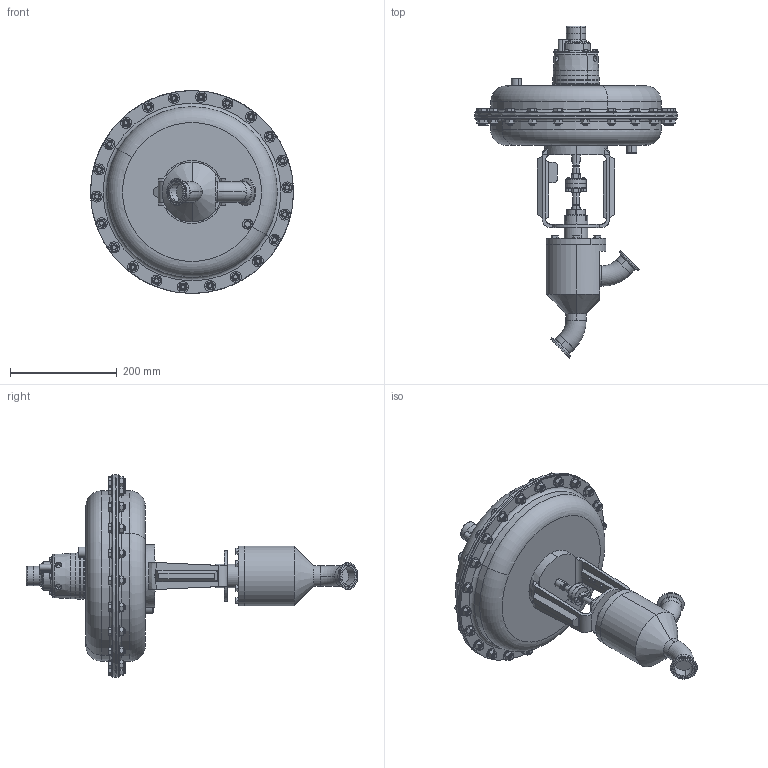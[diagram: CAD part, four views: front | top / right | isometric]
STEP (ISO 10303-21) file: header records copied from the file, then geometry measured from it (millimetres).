
FILE_DESCRIPTION (( 'STEP AP203' ), '1' );
FILE_NAME ('978NTP-150-JD-85M.STEP', '2017-06-14T13:47:25', ( '' ), ( '' ), 'SwSTEP 2.0', 'SolidWorks 2014', '' );
FILE_SCHEMA (( 'CONFIG_CONTROL_DESIGN' ));
Length unit declared in the file: inch
Products named in the file (2): 978NTP-150-JD-85M
Bounding box: 381 x 623.33 x 381 mm (x, y, z)
Volume: 11308135.7 mm3; surface area: 531487.8 mm2
Topology: 1 solids, 1 shells, 1619 faces, 3690 edges, 2220 vertices
Faces by surface type: plane 673, cone 582, cylinder 301, torus 52, bspline 11
Entity records: 49610 total; most frequent: CARTESIAN_POINT 14088, ORIENTED_EDGE 7356, DIRECTION 7319, EDGE_CURVE 3678, AXIS2_PLACEMENT_3D 3012, VERTEX_POINT 2220, EDGE_LOOP 1800, FACE_OUTER_BOUND 1619
